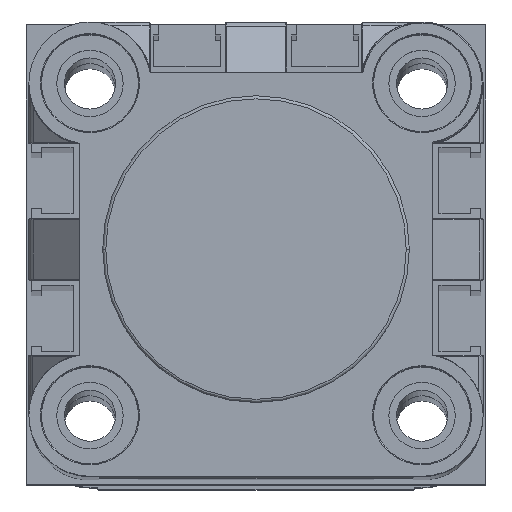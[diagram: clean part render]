
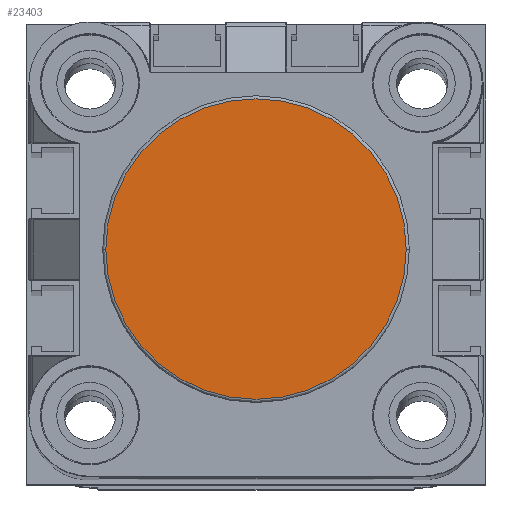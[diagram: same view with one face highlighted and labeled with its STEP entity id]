
A CAD part, top view. The second image highlights one B-rep face of the part: STEP entity #23403.
In plain terms, the highlighted planar face has unit normal (0, 0, 1).
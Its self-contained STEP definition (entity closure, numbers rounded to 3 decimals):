
#781 = FACE_OUTER_BOUND ( 'NONE', #27928, .T. ) ;
#1450 = DIRECTION ( 'NONE',  ( 1., 0., 0. ) ) ;
#1997 = CARTESIAN_POINT ( 'NONE',  ( 17.25, -17.25, 30. ) ) ;
#4560 = DIRECTION ( 'NONE',  ( 1., 0., 0. ) ) ;
#5093 = VERTEX_POINT ( 'NONE', #15151 ) ;
#5748 = AXIS2_PLACEMENT_3D ( 'NONE', #1997, #19578, #4560 ) ;
#15071 = DIRECTION ( 'NONE',  ( 0., 0., 1. ) ) ;
#15151 = CARTESIAN_POINT ( 'NONE',  ( 2.55, -17.25, 30. ) ) ;
#15635 = VERTEX_POINT ( 'NONE', #16168 ) ;
#16168 = CARTESIAN_POINT ( 'NONE',  ( 31.95, -17.25, 30. ) ) ;
#16545 = DIRECTION ( 'NONE',  ( 0., 0., 1. ) ) ;
#17528 = ORIENTED_EDGE ( 'NONE', *, *, #22159, .T. ) ;
#18985 = ORIENTED_EDGE ( 'NONE', *, *, #22433, .T. ) ;
#19578 = DIRECTION ( 'NONE',  ( 0., 0., 1. ) ) ;
#22159 = EDGE_CURVE ( 'NONE', #15635, #5093, #23642, .T. ) ;
#22329 = AXIS2_PLACEMENT_3D ( 'NONE', #30027, #15071, #32531 ) ;
#22433 = EDGE_CURVE ( 'NONE', #5093, #15635, #30647, .T. ) ;
#23385 = AXIS2_PLACEMENT_3D ( 'NONE', #31483, #16545, #1450 ) ;
#23403 = ADVANCED_FACE ( 'NONE', ( #781 ), #32053, .T. ) ;
#23642 = CIRCLE ( 'NONE', #22329, 14.7 ) ;
#27928 = EDGE_LOOP ( 'NONE', ( #17528, #18985 ) ) ;
#30027 = CARTESIAN_POINT ( 'NONE',  ( 17.25, -17.25, 30. ) ) ;
#30647 = CIRCLE ( 'NONE', #23385, 14.7 ) ;
#31483 = CARTESIAN_POINT ( 'NONE',  ( 17.25, -17.25, 30. ) ) ;
#32053 = PLANE ( 'NONE',  #5748 ) ;
#32531 = DIRECTION ( 'NONE',  ( 1., 0., 0. ) ) ;
